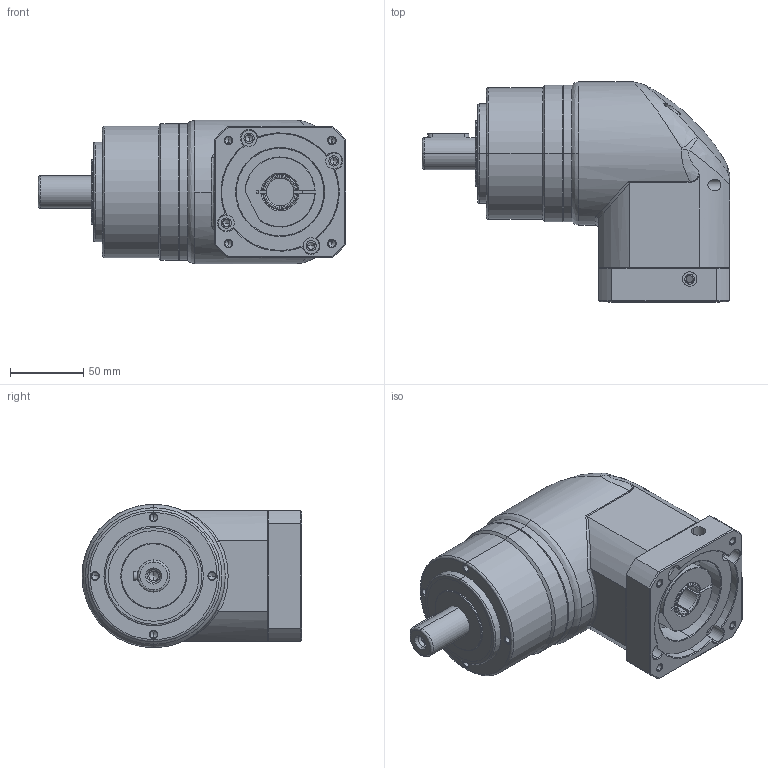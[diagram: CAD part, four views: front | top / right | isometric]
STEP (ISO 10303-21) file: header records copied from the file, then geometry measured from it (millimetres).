
FILE_DESCRIPTION (( 'STEP AP214' ), '1' );
FILE_NAME ('PEL090-L1-19-80-100M6.STEP', '2024-01-06T06:03:23', ( 'admin' ), ( '' ), 'SwSTEP 2.0', 'SolidWorks 2013', '' );
FILE_SCHEMA (( 'AUTOMOTIVE_DESIGN' ));
Length unit declared in the file: millimetre
Products named in the file (5): PEL090-L1-19-80-100M6; SDL090-19; PE090_X2_8F9351FA7AEF_X0_; SBL090_X2_6CD55170_X0_-80-100M6; SBL090_X2_8F9351658F7495017D2773AF_X0_-19
Assembly tree (4 placements, depth 2):
  PEL090-L1-19-80-100M6
    SDL090-19
    SBL090_X2_8F9351658F7495017D2773AF_X0_-19
    SBL090_X2_6CD55170_X0_-80-100M6
    PE090_X2_8F9351FA7AEF_X0_
Bounding box: 210.6 x 150.5 x 98 mm (x, y, z)
Volume: 1405667 mm3; surface area: 158470.8 mm2
Topology: 4 solids, 7 shells, 400 faces, 1015 edges, 616 vertices
Faces by surface type: cylinder 169, cone 106, plane 96, bspline 27, torus 2
Entity records: 19351 total; most frequent: CARTESIAN_POINT 5354, DIRECTION 2010, ORIENTED_EDGE 1938, EDGE_CURVE 969, AXIS2_PLACEMENT_3D 808, VERTEX_POINT 616, EDGE_LOOP 465, CIRCLE 428
